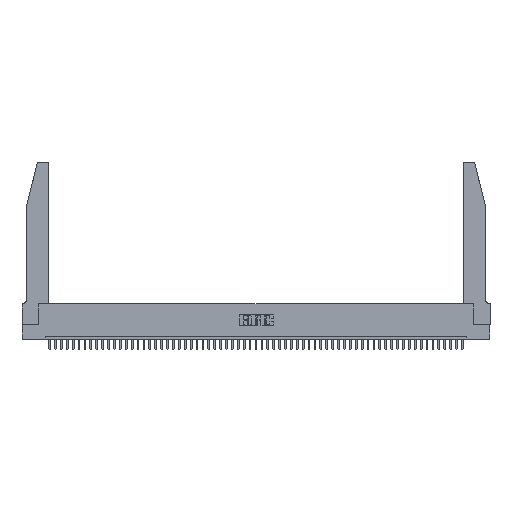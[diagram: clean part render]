
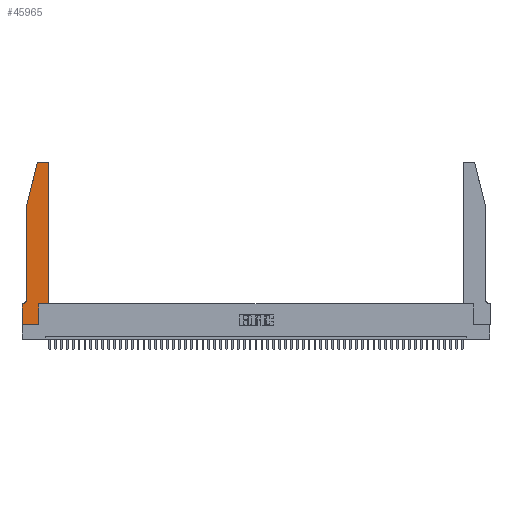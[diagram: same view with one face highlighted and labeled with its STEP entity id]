
A CAD part, top view. The second image highlights one B-rep face of the part: STEP entity #45965.
In plain terms, the highlighted planar face has unit normal (0, 0, 1).
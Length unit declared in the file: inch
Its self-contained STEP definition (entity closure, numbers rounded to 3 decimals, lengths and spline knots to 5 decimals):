
#11 = CARTESIAN_POINT ( 'NONE',  ( 0., 0.35, 0.37 ) ) ;
#1296 = AXIS2_PLACEMENT_3D ( 'NONE', #4085, #33737, #50024 ) ;
#1774 = AXIS2_PLACEMENT_3D ( 'NONE', #11, #25914, #42167 ) ;
#1841 = EDGE_CURVE ( 'NONE', #30327, #46374, #28684, .T. ) ;
#1847 = VECTOR ( 'NONE', #23140, 39.37008 ) ;
#2945 = VECTOR ( 'NONE', #23764, 39.37008 ) ;
#3233 = VECTOR ( 'NONE', #26420, 39.37008 ) ;
#3911 = DIRECTION ( 'NONE',  ( 0., -1., 0. ) ) ;
#3916 = VERTEX_POINT ( 'NONE', #38462 ) ;
#4085 = CARTESIAN_POINT ( 'NONE',  ( 0.284, 2.72, 0.37 ) ) ;
#4730 = PLANE ( 'NONE',  #1774 ) ;
#4896 = AXIS2_PLACEMENT_3D ( 'NONE', #48914, #32083, #44778 ) ;
#5601 = ORIENTED_EDGE ( 'NONE', *, *, #34100, .T. ) ;
#5808 = ORIENTED_EDGE ( 'NONE', *, *, #1841, .T. ) ;
#5840 = VERTEX_POINT ( 'NONE', #27904 ) ;
#6617 = CARTESIAN_POINT ( 'NONE',  ( 0.0755, 0.42, 0.37 ) ) ;
#6980 = LINE ( 'NONE', #37638, #48339 ) ;
#7585 = VECTOR ( 'NONE', #25763, 39.37008 ) ;
#7836 = CARTESIAN_POINT ( 'NONE',  ( 0.4505, 2.72, 0.37 ) ) ;
#8591 = CARTESIAN_POINT ( 'NONE',  ( 0.2865, 0.35, 0.37 ) ) ;
#9446 = VERTEX_POINT ( 'NONE', #20349 ) ;
#9863 = EDGE_CURVE ( 'NONE', #15049, #39551, #26052, .T. ) ;
#10189 = AXIS2_PLACEMENT_3D ( 'NONE', #52539, #44430, #35946 ) ;
#10466 = CARTESIAN_POINT ( 'NONE',  ( 0.25487, 2.72718, 0.37 ) ) ;
#10925 = ORIENTED_EDGE ( 'NONE', *, *, #24763, .T. ) ;
#11144 = LINE ( 'NONE', #51297, #3233 ) ;
#12735 = CARTESIAN_POINT ( 'NONE',  ( 0.0755, 2., 0.37 ) ) ;
#12772 = VERTEX_POINT ( 'NONE', #7836 ) ;
#12805 = VERTEX_POINT ( 'NONE', #6617 ) ;
#12848 = ORIENTED_EDGE ( 'NONE', *, *, #19042, .T. ) ;
#14945 = EDGE_CURVE ( 'NONE', #12772, #36914, #44699, .T. ) ;
#15049 = VERTEX_POINT ( 'NONE', #47320 ) ;
#15532 = EDGE_CURVE ( 'NONE', #12805, #5840, #16492, .T. ) ;
#16148 = VECTOR ( 'NONE', #24422, 39.37008 ) ;
#16492 = CIRCLE ( 'NONE', #10189, 0.07 ) ;
#16700 = EDGE_CURVE ( 'NONE', #21383, #30327, #18823, .T. ) ;
#17331 = FACE_OUTER_BOUND ( 'NONE', #30626, .T. ) ;
#17479 = VECTOR ( 'NONE', #51939, 39.37008 ) ;
#18439 = ORIENTED_EDGE ( 'NONE', *, *, #15532, .T. ) ;
#18823 = CIRCLE ( 'NONE', #1296, 0.03 ) ;
#19042 = EDGE_CURVE ( 'NONE', #9446, #15049, #41807, .T. ) ;
#19465 = CARTESIAN_POINT ( 'NONE',  ( 0.284, 2.75, 0.37 ) ) ;
#20349 = CARTESIAN_POINT ( 'NONE',  ( 0., 0., 0.37 ) ) ;
#21383 = VERTEX_POINT ( 'NONE', #19465 ) ;
#22285 = ORIENTED_EDGE ( 'NONE', *, *, #48802, .T. ) ;
#22412 = LINE ( 'NONE', #33377, #30372 ) ;
#22431 = EDGE_CURVE ( 'NONE', #39551, #3916, #27257, .T. ) ;
#22473 = ORIENTED_EDGE ( 'NONE', *, *, #28094, .T. ) ;
#23140 = DIRECTION ( 'NONE',  ( -1., 0., 0. ) ) ;
#23764 = DIRECTION ( 'NONE',  ( 1., 0., 0. ) ) ;
#24422 = DIRECTION ( 'NONE',  ( 1., 0., 0. ) ) ;
#24442 = CARTESIAN_POINT ( 'NONE',  ( 0.0755, 2., 0.37 ) ) ;
#24763 = EDGE_CURVE ( 'NONE', #46374, #12805, #22412, .T. ) ;
#25763 = DIRECTION ( 'NONE',  ( -0.239, -0.971, 0. ) ) ;
#25914 = DIRECTION ( 'NONE',  ( 0., 0., 1. ) ) ;
#26052 = LINE ( 'NONE', #8591, #17479 ) ;
#26420 = DIRECTION ( 'NONE',  ( 0., 1., 0. ) ) ;
#26568 = CARTESIAN_POINT ( 'NONE',  ( 0.2605, 2.75, 0.37 ) ) ;
#26928 = ORIENTED_EDGE ( 'NONE', *, *, #14945, .T. ) ;
#27257 = LINE ( 'NONE', #52673, #2945 ) ;
#27904 = CARTESIAN_POINT ( 'NONE',  ( 0.0055, 0.35, 0.37 ) ) ;
#28094 = EDGE_CURVE ( 'NONE', #5840, #50380, #39548, .T. ) ;
#28684 = LINE ( 'NONE', #12735, #7585 ) ;
#29604 = ORIENTED_EDGE ( 'NONE', *, *, #9863, .T. ) ;
#30327 = VERTEX_POINT ( 'NONE', #10466 ) ;
#30372 = VECTOR ( 'NONE', #54018, 39.37008 ) ;
#30626 = EDGE_LOOP ( 'NONE', ( #5601, #42295, #5808, #10925, #18439, #22473, #22285, #12848, #29604, #35585, #41013, #26928 ) ) ;
#31427 = VECTOR ( 'NONE', #47982, 39.37008 ) ;
#32083 = DIRECTION ( 'NONE',  ( 0., 0., 1. ) ) ;
#33377 = CARTESIAN_POINT ( 'NONE',  ( 0.0755, 2., 0.37 ) ) ;
#33737 = DIRECTION ( 'NONE',  ( 0., 0., 1. ) ) ;
#34100 = EDGE_CURVE ( 'NONE', #36914, #21383, #48526, .T. ) ;
#34531 = CARTESIAN_POINT ( 'NONE',  ( 0.2865, 0.35, 0.37 ) ) ;
#35585 = ORIENTED_EDGE ( 'NONE', *, *, #22431, .T. ) ;
#35946 = DIRECTION ( 'NONE',  ( -1., 0., 0. ) ) ;
#36108 = CARTESIAN_POINT ( 'NONE',  ( 0., 0.35, 0.37 ) ) ;
#36914 = VERTEX_POINT ( 'NONE', #41203 ) ;
#37638 = CARTESIAN_POINT ( 'NONE',  ( 0., 0., 0.37 ) ) ;
#38462 = CARTESIAN_POINT ( 'NONE',  ( 0.4505, 0.35, 0.37 ) ) ;
#39548 = LINE ( 'NONE', #48265, #1847 ) ;
#39551 = VERTEX_POINT ( 'NONE', #34531 ) ;
#41013 = ORIENTED_EDGE ( 'NONE', *, *, #47043, .T. ) ;
#41203 = CARTESIAN_POINT ( 'NONE',  ( 0.4205, 2.75, 0.37 ) ) ;
#41807 = LINE ( 'NONE', #52945, #16148 ) ;
#42167 = DIRECTION ( 'NONE',  ( 1., 0., 0. ) ) ;
#42295 = ORIENTED_EDGE ( 'NONE', *, *, #16700, .T. ) ;
#44430 = DIRECTION ( 'NONE',  ( 0., 0., -1. ) ) ;
#44699 = CIRCLE ( 'NONE', #4896, 0.03 ) ;
#44778 = DIRECTION ( 'NONE',  ( 1., 0., 0. ) ) ;
#45965 = ADVANCED_FACE ( 'NONE', ( #17331 ), #4730, .T. ) ;
#46374 = VERTEX_POINT ( 'NONE', #24442 ) ;
#47043 = EDGE_CURVE ( 'NONE', #3916, #12772, #11144, .T. ) ;
#47320 = CARTESIAN_POINT ( 'NONE',  ( 0.2865, 0., 0.37 ) ) ;
#47982 = DIRECTION ( 'NONE',  ( -1., 0., 0. ) ) ;
#48265 = CARTESIAN_POINT ( 'NONE',  ( 0.0755, 0.35, 0.37 ) ) ;
#48339 = VECTOR ( 'NONE', #3911, 39.37008 ) ;
#48526 = LINE ( 'NONE', #26568, #31427 ) ;
#48802 = EDGE_CURVE ( 'NONE', #50380, #9446, #6980, .T. ) ;
#48914 = CARTESIAN_POINT ( 'NONE',  ( 0.4205, 2.72, 0.37 ) ) ;
#50024 = DIRECTION ( 'NONE',  ( 1., 0., 0. ) ) ;
#50380 = VERTEX_POINT ( 'NONE', #36108 ) ;
#51297 = CARTESIAN_POINT ( 'NONE',  ( 0.4505, 0.35, 0.37 ) ) ;
#51939 = DIRECTION ( 'NONE',  ( 0., 1., 0. ) ) ;
#52539 = CARTESIAN_POINT ( 'NONE',  ( 0.0055, 0.42, 0.37 ) ) ;
#52673 = CARTESIAN_POINT ( 'NONE',  ( 0.4505, 0.35, 0.37 ) ) ;
#52945 = CARTESIAN_POINT ( 'NONE',  ( 0., 0., 0.37 ) ) ;
#54018 = DIRECTION ( 'NONE',  ( 0., -1., 0. ) ) ;
